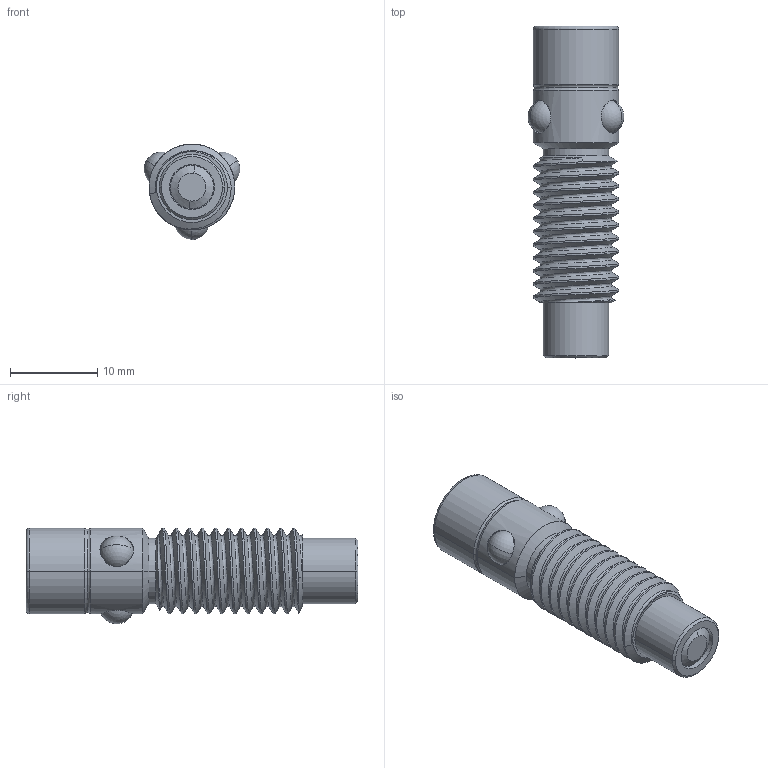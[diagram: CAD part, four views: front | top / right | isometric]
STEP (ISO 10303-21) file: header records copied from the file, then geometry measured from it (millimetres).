
FILE_DESCRIPTION (( 'STEP AP203' ), '1' );
FILE_NAME ('11610.STEP', '2018-03-01T18:31:39', ( 'tkrafton' ), ( 'Microsoft' ), 'SwSTEP 2.0', 'SolidWorks 2017', '' );
FILE_SCHEMA (( 'CONFIG_CONTROL_DESIGN' ));
Length unit declared in the file: inch
Products named in the file (4): 115001_115001; 116105_116105; 11610; 115384_115384
Assembly tree (5 placements, depth 2):
  11610
    115384_115384
    116105_116105
    115001_115001  x3
Bounding box: 11 x 38.1 x 10.98 mm (x, y, z)
Volume: 1873.2 mm3; surface area: 2432 mm2
Topology: 5 solids, 5 shells, 114 faces, 303 edges, 190 vertices
Faces by surface type: cylinder 59, cone 21, plane 19, torus 6, sphere 6, bspline 3
Entity records: 6321 total; most frequent: CARTESIAN_POINT 3357, ORIENTED_EDGE 556, DIRECTION 500, EDGE_CURVE 278, AXIS2_PLACEMENT_3D 199, VERTEX_POINT 177, EDGE_LOOP 119, ADVANCED_FACE 110
